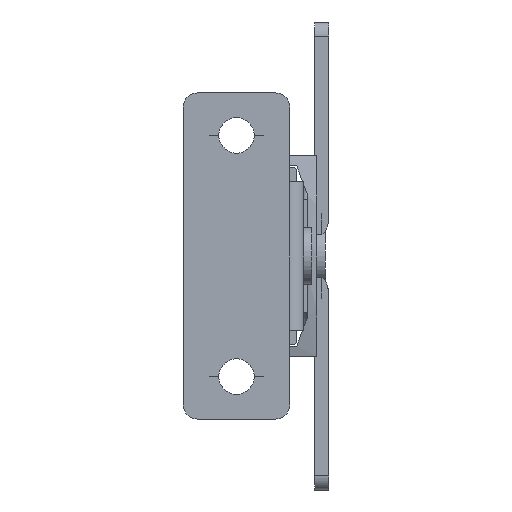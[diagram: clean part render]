
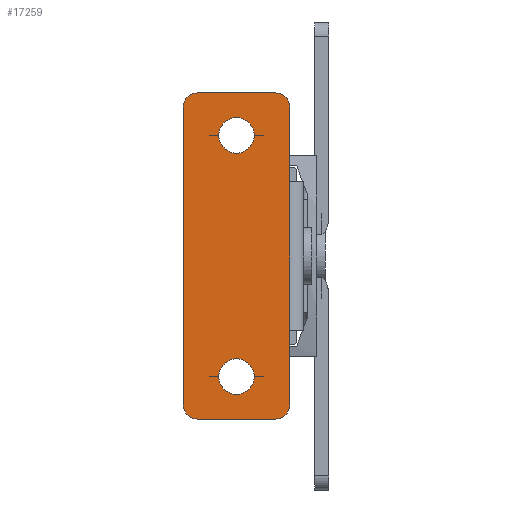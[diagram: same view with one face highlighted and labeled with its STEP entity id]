
A CAD part, left-side view. The second image highlights one B-rep face of the part: STEP entity #17259.
In plain terms, the highlighted face is planar.
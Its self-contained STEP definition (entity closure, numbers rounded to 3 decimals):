
#236 = EDGE_LOOP ( 'NONE', ( #5767, #8433 ) ) ;
#237 = CIRCLE ( 'NONE', #16548, 2.5 ) ;
#441 = DIRECTION ( 'NONE',  ( 0., 0., 1. ) ) ;
#687 = VECTOR ( 'NONE', #3719, 1000. ) ;
#750 = ORIENTED_EDGE ( 'NONE', *, *, #16608, .T. ) ;
#829 = ORIENTED_EDGE ( 'NONE', *, *, #18439, .T. ) ;
#1006 = CARTESIAN_POINT ( 'NONE',  ( 21., -17., 17. ) ) ;
#1328 = DIRECTION ( 'NONE',  ( 1., 0., 0. ) ) ;
#1354 = CARTESIAN_POINT ( 'NONE',  ( -10.5, -17., 2. ) ) ;
#1385 = ORIENTED_EDGE ( 'NONE', *, *, #2495, .T. ) ;
#1655 = VERTEX_POINT ( 'NONE', #10787 ) ;
#2062 = CARTESIAN_POINT ( 'NONE',  ( 17., -17., 7. ) ) ;
#2168 = DIRECTION ( 'NONE',  ( 0., 1., 0. ) ) ;
#2263 = AXIS2_PLACEMENT_3D ( 'NONE', #16257, #5984, #7286 ) ;
#2381 = CIRCLE ( 'NONE', #19365, 2. ) ;
#2464 = FACE_OUTER_BOUND ( 'NONE', #9861, .T. ) ;
#2495 = EDGE_CURVE ( 'NONE', #7985, #14922, #237, .T. ) ;
#2723 = LINE ( 'NONE', #1354, #10696 ) ;
#2803 = DIRECTION ( 'NONE',  ( 0., 1., 0. ) ) ;
#2874 = VERTEX_POINT ( 'NONE', #7579 ) ;
#2907 = CARTESIAN_POINT ( 'NONE',  ( -23., -17., 4. ) ) ;
#3002 = CARTESIAN_POINT ( 'NONE',  ( -21., -17., 15. ) ) ;
#3332 = ORIENTED_EDGE ( 'NONE', *, *, #16931, .T. ) ;
#3458 = CARTESIAN_POINT ( 'NONE',  ( 21., -17., 15. ) ) ;
#3719 = DIRECTION ( 'NONE',  ( 1., 0., 0. ) ) ;
#3743 = AXIS2_PLACEMENT_3D ( 'NONE', #5254, #11030, #15646 ) ;
#4048 = VERTEX_POINT ( 'NONE', #2907 ) ;
#4085 = EDGE_CURVE ( 'NONE', #4048, #1655, #18913, .T. ) ;
#4526 = DIRECTION ( 'NONE',  ( 0., -1., 0. ) ) ;
#4607 = CIRCLE ( 'NONE', #12523, 2.5 ) ;
#4674 = LINE ( 'NONE', #4908, #687 ) ;
#4773 = ORIENTED_EDGE ( 'NONE', *, *, #10060, .T. ) ;
#4908 = CARTESIAN_POINT ( 'NONE',  ( -23., -17., 17. ) ) ;
#5020 = DIRECTION ( 'NONE',  ( 0., 1., 0. ) ) ;
#5086 = CARTESIAN_POINT ( 'NONE',  ( -23., -17., 15. ) ) ;
#5254 = CARTESIAN_POINT ( 'NONE',  ( -10.5, -17., 2. ) ) ;
#5306 = CARTESIAN_POINT ( 'NONE',  ( 23., -17., 17. ) ) ;
#5326 = CARTESIAN_POINT ( 'NONE',  ( 21., -17., 4. ) ) ;
#5431 = VECTOR ( 'NONE', #16124, 1000. ) ;
#5736 = DIRECTION ( 'NONE',  ( 0., 0., 1. ) ) ;
#5767 = ORIENTED_EDGE ( 'NONE', *, *, #19130, .T. ) ;
#5945 = VECTOR ( 'NONE', #1328, 1000. ) ;
#5984 = DIRECTION ( 'NONE',  ( 0., -1., 0. ) ) ;
#6081 = VERTEX_POINT ( 'NONE', #5086 ) ;
#6132 = AXIS2_PLACEMENT_3D ( 'NONE', #13917, #5020, #11123 ) ;
#6554 = DIRECTION ( 'NONE',  ( 0., 0., 1. ) ) ;
#6748 = EDGE_CURVE ( 'NONE', #12420, #9800, #14083, .T. ) ;
#6804 = DIRECTION ( 'NONE',  ( 1., 0., 0. ) ) ;
#6911 = EDGE_CURVE ( 'NONE', #6081, #4048, #9416, .T. ) ;
#6929 = CARTESIAN_POINT ( 'NONE',  ( -23., -17., 2. ) ) ;
#7010 = ORIENTED_EDGE ( 'NONE', *, *, #6911, .T. ) ;
#7286 = DIRECTION ( 'NONE',  ( 0., 0., 1. ) ) ;
#7489 = AXIS2_PLACEMENT_3D ( 'NONE', #3458, #13859, #441 ) ;
#7579 = CARTESIAN_POINT ( 'NONE',  ( -17., -17., 7. ) ) ;
#7623 = ORIENTED_EDGE ( 'NONE', *, *, #7938, .F. ) ;
#7938 = EDGE_CURVE ( 'NONE', #18408, #9800, #16178, .T. ) ;
#7985 = VERTEX_POINT ( 'NONE', #12776 ) ;
#8433 = ORIENTED_EDGE ( 'NONE', *, *, #16583, .T. ) ;
#8785 = CARTESIAN_POINT ( 'NONE',  ( -10.5, -17., 2. ) ) ;
#8903 = VERTEX_POINT ( 'NONE', #16471 ) ;
#8997 = LINE ( 'NONE', #17751, #5945 ) ;
#9416 = LINE ( 'NONE', #19202, #5431 ) ;
#9642 = AXIS2_PLACEMENT_3D ( 'NONE', #11718, #2803, #10342 ) ;
#9800 = VERTEX_POINT ( 'NONE', #15578 ) ;
#9861 = EDGE_LOOP ( 'NONE', ( #4773, #12895, #829, #18926, #7623, #750, #12416, #10937, #7010, #14017 ) ) ;
#10060 = EDGE_CURVE ( 'NONE', #1655, #10188, #12361, .T. ) ;
#10188 = VERTEX_POINT ( 'NONE', #8785 ) ;
#10342 = DIRECTION ( 'NONE',  ( 0., 0., 1. ) ) ;
#10696 = VECTOR ( 'NONE', #12341, 1000. ) ;
#10787 = CARTESIAN_POINT ( 'NONE',  ( -21., -17., 2. ) ) ;
#10937 = ORIENTED_EDGE ( 'NONE', *, *, #12824, .T. ) ;
#11030 = DIRECTION ( 'NONE',  ( 0., 1., 0. ) ) ;
#11123 = DIRECTION ( 'NONE',  ( 0., 0., 1. ) ) ;
#11269 = VECTOR ( 'NONE', #18593, 1000. ) ;
#11718 = CARTESIAN_POINT ( 'NONE',  ( -17., -17., 9.5 ) ) ;
#12236 = CARTESIAN_POINT ( 'NONE',  ( 10.5, -17., 2. ) ) ;
#12341 = DIRECTION ( 'NONE',  ( 1., 0., 0. ) ) ;
#12356 = AXIS2_PLACEMENT_3D ( 'NONE', #5326, #15796, #14223 ) ;
#12361 = LINE ( 'NONE', #6929, #13041 ) ;
#12416 = ORIENTED_EDGE ( 'NONE', *, *, #15324, .F. ) ;
#12420 = VERTEX_POINT ( 'NONE', #12575 ) ;
#12523 = AXIS2_PLACEMENT_3D ( 'NONE', #16266, #14562, #5736 ) ;
#12575 = CARTESIAN_POINT ( 'NONE',  ( 21., -17., 2. ) ) ;
#12576 = CARTESIAN_POINT ( 'NONE',  ( 17., -17., 9.5 ) ) ;
#12776 = CARTESIAN_POINT ( 'NONE',  ( 17., -17., 12. ) ) ;
#12824 = EDGE_CURVE ( 'NONE', #16815, #6081, #2381, .T. ) ;
#12895 = ORIENTED_EDGE ( 'NONE', *, *, #17127, .T. ) ;
#13041 = VECTOR ( 'NONE', #6804, 1000. ) ;
#13558 = VERTEX_POINT ( 'NONE', #1006 ) ;
#13859 = DIRECTION ( 'NONE',  ( 0., -1., 0. ) ) ;
#13917 = CARTESIAN_POINT ( 'NONE',  ( -17., -17., 9.5 ) ) ;
#14017 = ORIENTED_EDGE ( 'NONE', *, *, #4085, .T. ) ;
#14083 = CIRCLE ( 'NONE', #12356, 2. ) ;
#14199 = CIRCLE ( 'NONE', #6132, 2.5 ) ;
#14223 = DIRECTION ( 'NONE',  ( 0., 0., 1. ) ) ;
#14562 = DIRECTION ( 'NONE',  ( 0., 1., 0. ) ) ;
#14668 = CARTESIAN_POINT ( 'NONE',  ( 23., -17., 15. ) ) ;
#14922 = VERTEX_POINT ( 'NONE', #2062 ) ;
#14968 = DIRECTION ( 'NONE',  ( 0., 0., 1. ) ) ;
#15324 = EDGE_CURVE ( 'NONE', #16815, #13558, #4674, .T. ) ;
#15578 = CARTESIAN_POINT ( 'NONE',  ( 23., -17., 4. ) ) ;
#15646 = DIRECTION ( 'NONE',  ( 0., 0., 1. ) ) ;
#15796 = DIRECTION ( 'NONE',  ( 0., -1., 0. ) ) ;
#16124 = DIRECTION ( 'NONE',  ( 0., 0., -1. ) ) ;
#16178 = LINE ( 'NONE', #5306, #11269 ) ;
#16257 = CARTESIAN_POINT ( 'NONE',  ( -21., -17., 4. ) ) ;
#16266 = CARTESIAN_POINT ( 'NONE',  ( 17., -17., 9.5 ) ) ;
#16471 = CARTESIAN_POINT ( 'NONE',  ( -17., -17., 12. ) ) ;
#16548 = AXIS2_PLACEMENT_3D ( 'NONE', #12576, #2168, #6554 ) ;
#16556 = CIRCLE ( 'NONE', #7489, 2. ) ;
#16583 = EDGE_CURVE ( 'NONE', #2874, #8903, #14199, .T. ) ;
#16608 = EDGE_CURVE ( 'NONE', #18408, #13558, #16556, .T. ) ;
#16815 = VERTEX_POINT ( 'NONE', #17189 ) ;
#16931 = EDGE_CURVE ( 'NONE', #14922, #7985, #4607, .T. ) ;
#17029 = CIRCLE ( 'NONE', #9642, 2.5 ) ;
#17127 = EDGE_CURVE ( 'NONE', #10188, #19323, #2723, .T. ) ;
#17189 = CARTESIAN_POINT ( 'NONE',  ( -21., -17., 17. ) ) ;
#17259 = ADVANCED_FACE ( 'NONE', ( #19339, #18857, #2464 ), #18469, .F. ) ;
#17378 = EDGE_LOOP ( 'NONE', ( #1385, #3332 ) ) ;
#17751 = CARTESIAN_POINT ( 'NONE',  ( -23., -17., 2. ) ) ;
#18408 = VERTEX_POINT ( 'NONE', #14668 ) ;
#18439 = EDGE_CURVE ( 'NONE', #19323, #12420, #8997, .T. ) ;
#18469 = PLANE ( 'NONE',  #3743 ) ;
#18593 = DIRECTION ( 'NONE',  ( 0., 0., -1. ) ) ;
#18857 = FACE_BOUND ( 'NONE', #236, .T. ) ;
#18913 = CIRCLE ( 'NONE', #2263, 2. ) ;
#18926 = ORIENTED_EDGE ( 'NONE', *, *, #6748, .T. ) ;
#19130 = EDGE_CURVE ( 'NONE', #8903, #2874, #17029, .T. ) ;
#19202 = CARTESIAN_POINT ( 'NONE',  ( -23., -17., 17. ) ) ;
#19323 = VERTEX_POINT ( 'NONE', #12236 ) ;
#19339 = FACE_BOUND ( 'NONE', #17378, .T. ) ;
#19365 = AXIS2_PLACEMENT_3D ( 'NONE', #3002, #4526, #14968 ) ;
